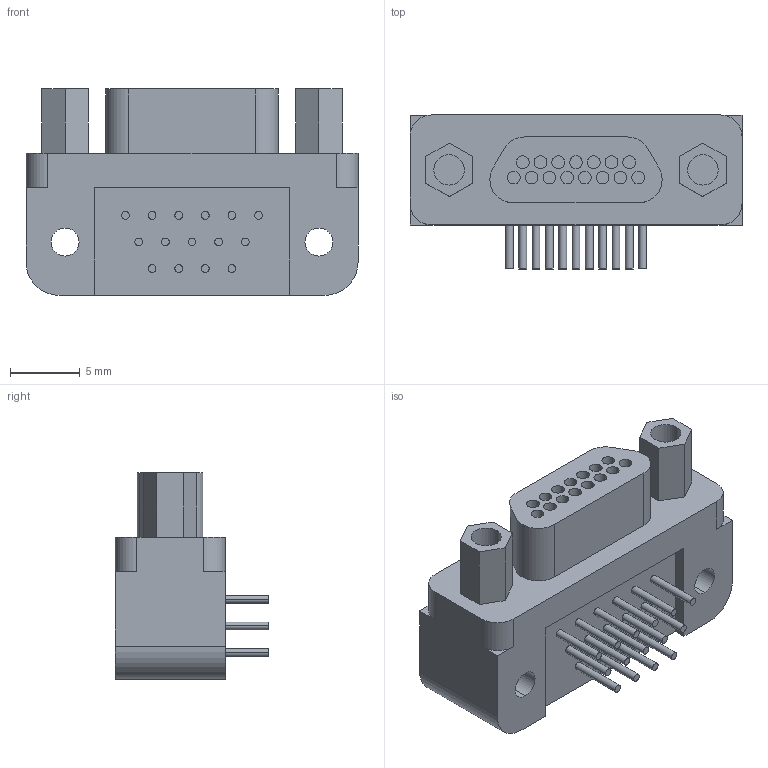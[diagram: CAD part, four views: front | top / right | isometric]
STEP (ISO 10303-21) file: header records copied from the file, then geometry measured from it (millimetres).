
FILE_DESCRIPTION(('STEP AP242'),'1');
FILE_NAME('gmr7590-15p1bsm.stp','2019-12-27T10:10:27',('TraceParts'),('TraceParts S.A.'),'Spatial InterOp 3D',' ',' ');
FILE_SCHEMA(('AP242_MANAGED_MODEL_BASED_3D_ENGINEERING_MIM_LF {1 0 10303 442 1 1 4}'));
Length unit declared in the file: millimetre
Products named in the file (1): gmr7590-15p1bsm
Bounding box: 23.75 x 11.01 x 14.78 mm (x, y, z)
Volume: 1971.7 mm3; surface area: 1859.7 mm2
Topology: 1 solids, 10 shells, 375 faces, 915 edges, 610 vertices
Faces by surface type: plane 223, cylinder 84, bspline 68
Entity records: 18244 total; most frequent: CARTESIAN_POINT 6661, ORIENTED_EDGE 1830, DIRECTION 1563, EDGE_CURVE 915, LINE 611, VECTOR 611, VERTEX_POINT 610, AXIS2_PLACEMENT_3D 476
